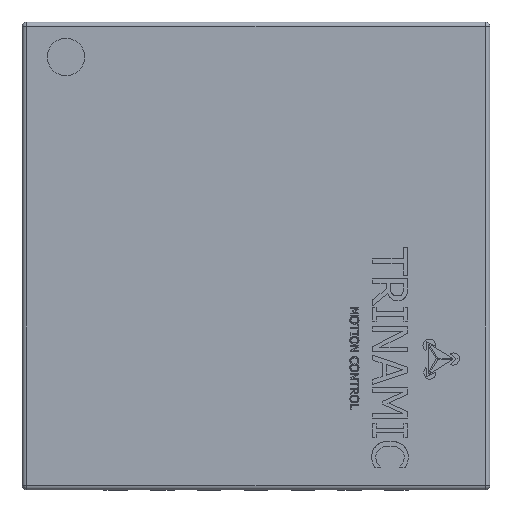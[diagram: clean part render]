
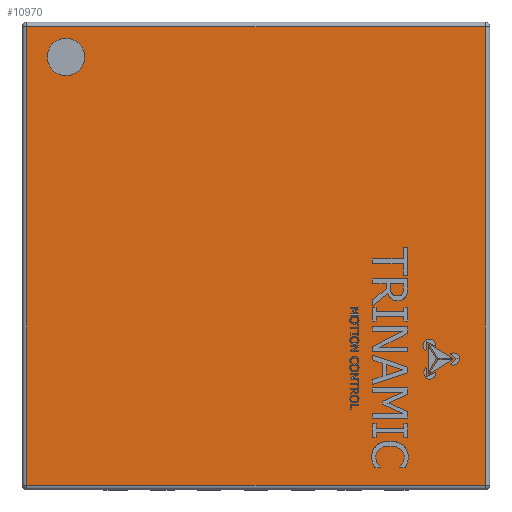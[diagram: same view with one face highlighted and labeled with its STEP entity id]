
A CAD part, top view. The second image highlights one B-rep face of the part: STEP entity #10970.
In plain terms, the highlighted planar face has unit normal (0, 0, 1).
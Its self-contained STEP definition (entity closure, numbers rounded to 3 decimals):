
#820=FACE_OUTER_BOUND('',#1474,.T.);
#1474=EDGE_LOOP('',(#7905,#7906,#7907,#7908));
#2309=LINE('',#15754,#3561);
#2310=LINE('',#15763,#3562);
#2311=LINE('',#15765,#3563);
#2312=LINE('',#15767,#3564);
#3561=VECTOR('',#13047,10.);
#3562=VECTOR('',#13062,10.);
#3563=VECTOR('',#13065,10.);
#3564=VECTOR('',#13068,10.);
#4757=VERTEX_POINT('',#15727);
#4761=VERTEX_POINT('',#15738);
#4763=VERTEX_POINT('',#15747);
#4764=VERTEX_POINT('',#15756);
#5941=EDGE_CURVE('',#4757,#4763,#2309,.T.);
#5946=EDGE_CURVE('',#4763,#4764,#2310,.T.);
#5947=EDGE_CURVE('',#4764,#4761,#2311,.T.);
#5948=EDGE_CURVE('',#4761,#4757,#2312,.T.);
#7905=ORIENTED_EDGE('',*,*,#5941,.F.);
#7906=ORIENTED_EDGE('',*,*,#5948,.F.);
#7907=ORIENTED_EDGE('',*,*,#5947,.F.);
#7908=ORIENTED_EDGE('',*,*,#5946,.F.);
#10453=PLANE('',#11857);
#10970=ADVANCED_FACE('',(#820),#10453,.T.);
#11857=AXIS2_PLACEMENT_3D('',#15778,#13080,#13081);
#13047=DIRECTION('',(0.,1.,0.));
#13062=DIRECTION('',(1.,0.,0.));
#13065=DIRECTION('',(0.,-1.,0.));
#13068=DIRECTION('',(-1.,0.,0.));
#13080=DIRECTION('center_axis',(0.,0.,1.));
#13081=DIRECTION('ref_axis',(1.,0.,0.));
#15727=CARTESIAN_POINT('',(-2.45,-2.45,0.85));
#15738=CARTESIAN_POINT('',(2.45,-2.45,0.85));
#15747=CARTESIAN_POINT('',(-2.45,2.45,0.85));
#15754=CARTESIAN_POINT('',(-2.45,1.25,0.85));
#15756=CARTESIAN_POINT('',(2.45,2.45,0.85));
#15763=CARTESIAN_POINT('',(1.25,2.45,0.85));
#15765=CARTESIAN_POINT('',(2.45,-1.25,0.85));
#15767=CARTESIAN_POINT('',(-1.25,-2.45,0.85));
#15778=CARTESIAN_POINT('Origin',(0.,0.,
0.85));
